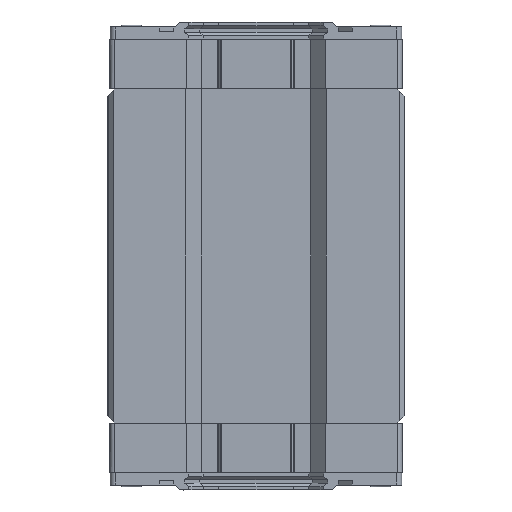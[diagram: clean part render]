
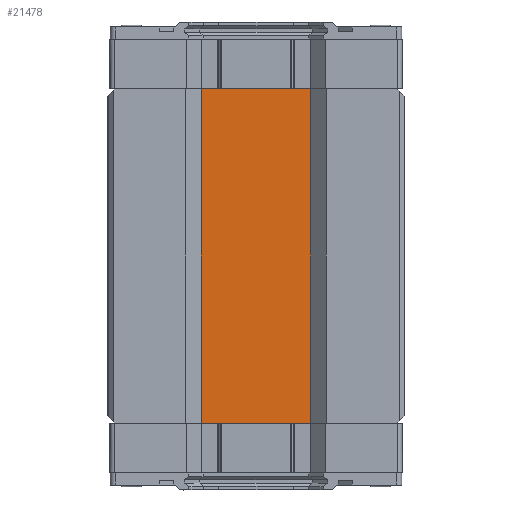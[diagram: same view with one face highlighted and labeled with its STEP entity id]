
A CAD part, front view. The second image highlights one B-rep face of the part: STEP entity #21478.
In plain terms, the highlighted planar face has unit normal (0, -1, 0).
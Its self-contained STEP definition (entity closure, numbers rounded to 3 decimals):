
#1155=PLANE('',#23135);
#2062=LINE('',#36063,#4048);
#2134=LINE('',#36424,#4120);
#2990=LINE('',#43761,#4976);
#3050=LINE('',#44032,#5036);
#3141=LINE('',#44254,#5127);
#3142=LINE('',#44256,#5128);
#3143=LINE('',#44257,#5129);
#3144=LINE('',#44258,#5130);
#4048=VECTOR('',#25596,0.169);
#4120=VECTOR('',#25842,0.169);
#4976=VECTOR('',#27942,0.169);
#5036=VECTOR('',#28136,0.169);
#5127=VECTOR('',#28357,67.8);
#5128=VECTOR('',#28360,67.8);
#5129=VECTOR('',#28361,22.2);
#5130=VECTOR('',#28362,22.2);
#6289=FACE_OUTER_BOUND('',#7591,.T.);
#7591=EDGE_LOOP('',(#18809,#18810,#18811,#18812,#18813,#18814,#18815,#18816));
#9246=VERTEX_POINT('',#35200);
#9263=VERTEX_POINT('',#35266);
#9294=VERTEX_POINT('',#36062);
#9388=VERTEX_POINT('',#36423);
#10122=VERTEX_POINT('',#42898);
#10139=VERTEX_POINT('',#42964);
#10170=VERTEX_POINT('',#43760);
#10242=VERTEX_POINT('',#44031);
#11614=EDGE_CURVE('',#9294,#9263,#2062,.T.);
#11749=EDGE_CURVE('',#9246,#9388,#2134,.T.);
#12957=EDGE_CURVE('',#10170,#10139,#2990,.T.);
#13058=EDGE_CURVE('',#10122,#10242,#3050,.T.);
#13167=EDGE_CURVE('',#9294,#10242,#3141,.T.);
#13168=EDGE_CURVE('',#9388,#10170,#3142,.T.);
#13169=EDGE_CURVE('',#9246,#9263,#3143,.T.);
#13170=EDGE_CURVE('',#10139,#10122,#3144,.T.);
#18809=ORIENTED_EDGE('',*,*,#12957,.F.);
#18810=ORIENTED_EDGE('',*,*,#13168,.F.);
#18811=ORIENTED_EDGE('',*,*,#11749,.F.);
#18812=ORIENTED_EDGE('',*,*,#13169,.T.);
#18813=ORIENTED_EDGE('',*,*,#11614,.F.);
#18814=ORIENTED_EDGE('',*,*,#13167,.T.);
#18815=ORIENTED_EDGE('',*,*,#13058,.F.);
#18816=ORIENTED_EDGE('',*,*,#13170,.F.);
#21478=ADVANCED_FACE('',(#6289),#1155,.F.);
#23135=AXIS2_PLACEMENT_3D('',#44255,#28358,#28359);
#25596=DIRECTION('',(1.,0.,0.));
#25842=DIRECTION('',(1.,0.,0.));
#27942=DIRECTION('',(-1.,0.,0.));
#28136=DIRECTION('',(-1.,0.,0.));
#28357=DIRECTION('',(0.,0.,-1.));
#28358=DIRECTION('center_axis',(0.,1.,0.));
#28359=DIRECTION('ref_axis',(-1.,0.,0.));
#28360=DIRECTION('',(0.,0.,-1.));
#28361=DIRECTION('',(-1.,0.,0.));
#28362=DIRECTION('',(-1.,0.,0.));
#35200=CARTESIAN_POINT('',(11.1,4.05,33.9));
#35266=CARTESIAN_POINT('',(-11.1,4.05,33.9));
#36062=CARTESIAN_POINT('',(-11.269,4.05,33.9));
#36063=CARTESIAN_POINT('',(5.634,4.05,33.9));
#36423=CARTESIAN_POINT('',(11.269,4.05,33.9));
#36424=CARTESIAN_POINT('',(5.634,4.05,33.9));
#42898=CARTESIAN_POINT('',(-11.1,4.05,-33.9));
#42964=CARTESIAN_POINT('',(11.1,4.05,-33.9));
#43760=CARTESIAN_POINT('',(11.269,4.05,-33.9));
#43761=CARTESIAN_POINT('',(5.634,4.05,-33.9));
#44031=CARTESIAN_POINT('',(-11.269,4.05,-33.9));
#44032=CARTESIAN_POINT('',(5.634,4.05,-33.9));
#44254=CARTESIAN_POINT('',(-11.269,4.05,33.9));
#44255=CARTESIAN_POINT('Origin',(11.269,4.05,33.9));
#44256=CARTESIAN_POINT('',(11.269,4.05,33.9));
#44257=CARTESIAN_POINT('',(11.269,4.05,33.9));
#44258=CARTESIAN_POINT('',(11.269,4.05,-33.9));
